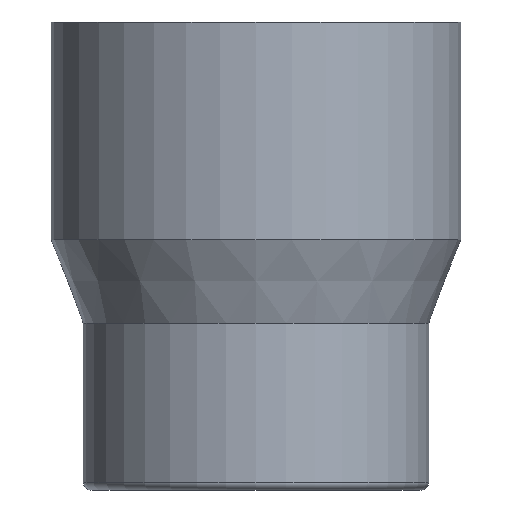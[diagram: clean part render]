
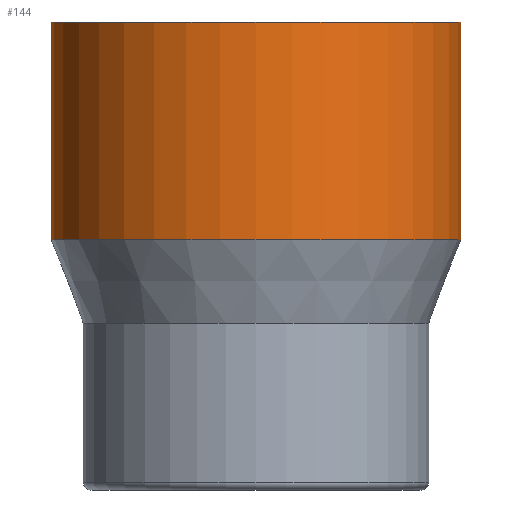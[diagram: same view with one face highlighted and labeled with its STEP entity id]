
A CAD part, front view. The second image highlights one B-rep face of the part: STEP entity #144.
In plain terms, the highlighted cylindrical face has radius 81 mm (diameter 162 mm), a full revolution.
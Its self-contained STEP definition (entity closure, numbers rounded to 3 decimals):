
#19=CYLINDRICAL_SURFACE($,#171,81.);
#34=FACE_BOUND($,#68,.T.);
#44=FACE_OUTER_BOUND($,#67,.T.);
#67=EDGE_LOOP($,(#127));
#68=EDGE_LOOP($,(#128));
#73=CIRCLE($,#156,81.);
#80=CIRCLE($,#169,81.);
#85=VERTEX_POINT($,#235);
#92=VERTEX_POINT($,#255);
#97=EDGE_CURVE($,#85,#85,#73,.T.);
#104=EDGE_CURVE($,#92,#92,#80,.T.);
#127=ORIENTED_EDGE($,*,*,#104,.F.);
#128=ORIENTED_EDGE($,*,*,#97,.T.);
#144=ADVANCED_FACE($,(#44,#34),#19,.T.);
#156=AXIS2_PLACEMENT_3D($,#236,#190,#191);
#169=AXIS2_PLACEMENT_3D($,#256,#216,#217);
#171=AXIS2_PLACEMENT_3D($,#258,#220,#221);
#190=DIRECTION('center_axis',(0.,0.,1.));
#191=DIRECTION('ref_axis',(0.,-1.,0.));
#216=DIRECTION('center_axis',(0.,0.,1.));
#217=DIRECTION('ref_axis',(0.,-1.,0.));
#220=DIRECTION('center_axis',(0.,0.,1.));
#221=DIRECTION('ref_axis',(0.,-1.,0.));
#235=CARTESIAN_POINT('',(0.,-81.,8.863));
#236=CARTESIAN_POINT('Origin',(0.,0.,8.863));
#255=CARTESIAN_POINT('',(0.,-81.,94.876));
#256=CARTESIAN_POINT('Origin',(0.,0.,94.876));
#258=CARTESIAN_POINT('Origin',(0.,0.,51.869));
